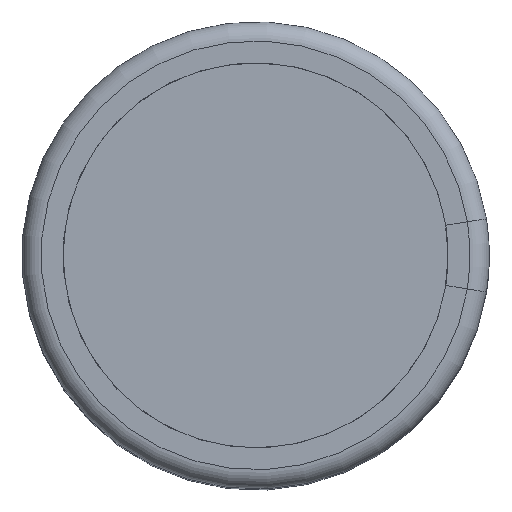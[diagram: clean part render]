
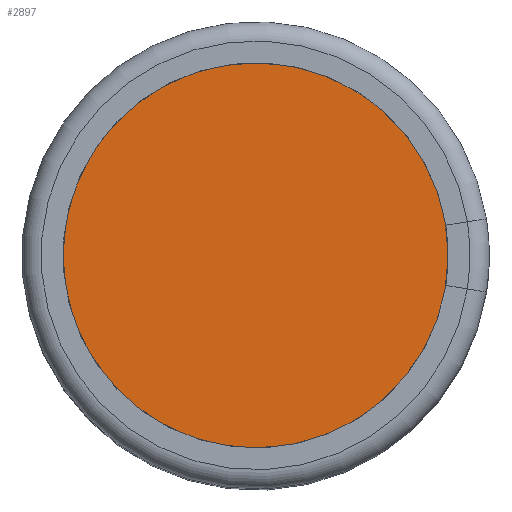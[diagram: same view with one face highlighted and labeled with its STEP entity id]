
A CAD part, top view. The second image highlights one B-rep face of the part: STEP entity #2897.
In plain terms, the highlighted planar face has unit normal (0, 0, 1).
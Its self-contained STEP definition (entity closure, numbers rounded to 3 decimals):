
#141=PLANE('',#3151);
#294=FACE_OUTER_BOUND('',#480,.T.);
#480=EDGE_LOOP('',(#2318));
#654=CIRCLE('',#3149,15.);
#1380=VERTEX_POINT('',#4661);
#1718=EDGE_CURVE('',#1380,#1380,#654,.T.);
#2318=ORIENTED_EDGE('',*,*,#1718,.T.);
#2897=ADVANCED_FACE('',(#294),#141,.T.);
#3149=AXIS2_PLACEMENT_3D('',#4662,#3737,#3738);
#3151=AXIS2_PLACEMENT_3D('',#4665,#3741,#3742);
#3737=DIRECTION('center_axis',(0.,0.,1.));
#3738=DIRECTION('ref_axis',(-1.,0.,0.));
#3741=DIRECTION('center_axis',(0.,0.,1.));
#3742=DIRECTION('ref_axis',(1.,0.,0.));
#4661=CARTESIAN_POINT('',(15.,0.,56.95));
#4662=CARTESIAN_POINT('Origin',(0.,0.,56.95));
#4665=CARTESIAN_POINT('Origin',(0.,0.,
56.95));
